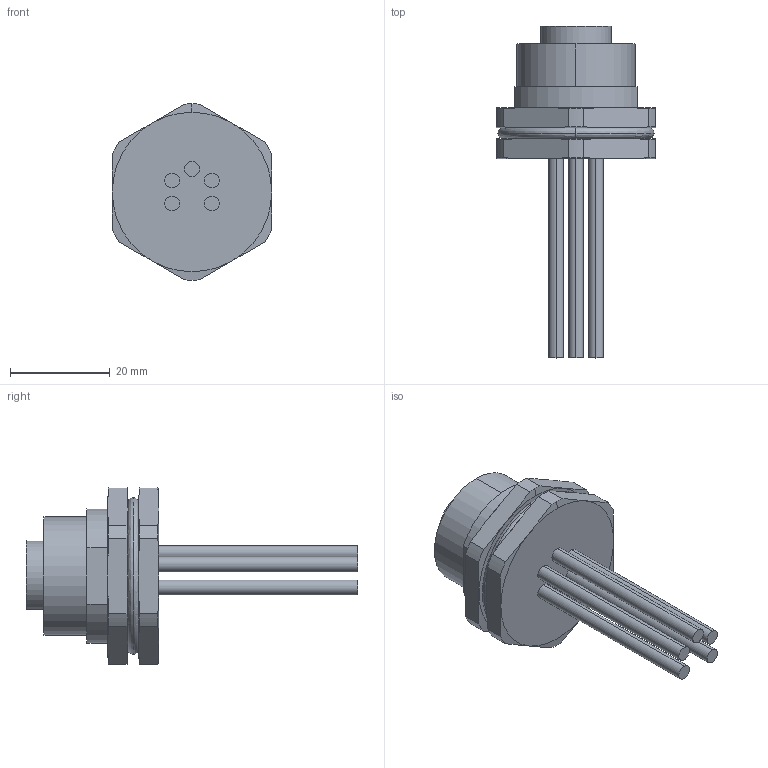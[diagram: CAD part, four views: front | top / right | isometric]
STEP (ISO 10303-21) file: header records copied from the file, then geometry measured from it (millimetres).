
FILE_DESCRIPTION (( 'STEP AP203' ), '1' );
FILE_NAME ('P344.STEP', '2020-04-15T06:34:12', ( 'edpusr' ), ( 'Microsoft' ), 'SwSTEP 2.0', 'SolidWorks 2015', '' );
FILE_SCHEMA (( 'CONFIG_CONTROL_DESIGN' ));
Length unit declared in the file: millimetre
Products named in the file (1): P344
Bounding box: 32 x 66.6 x 35.4 mm (x, y, z)
Volume: 15699.4 mm3; surface area: 7730.4 mm2
Topology: 2 solids, 2 shells, 126 faces, 287 edges, 182 vertices
Faces by surface type: cylinder 57, plane 39, cone 26, bspline 4
Entity records: 3960 total; most frequent: CARTESIAN_POINT 1008, DIRECTION 629, ORIENTED_EDGE 574, EDGE_CURVE 287, AXIS2_PLACEMENT_3D 271, VERTEX_POINT 182, EDGE_LOOP 153, CIRCLE 148
